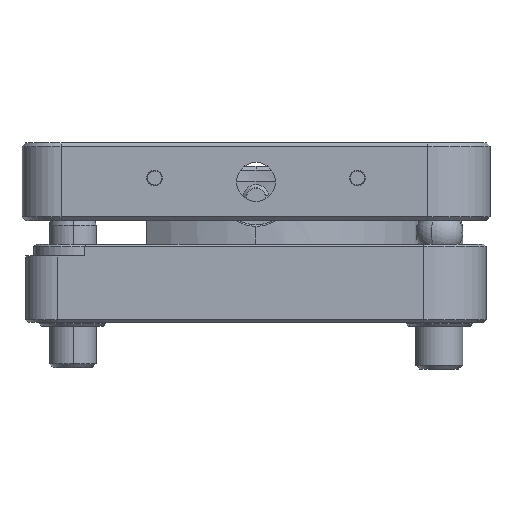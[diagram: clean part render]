
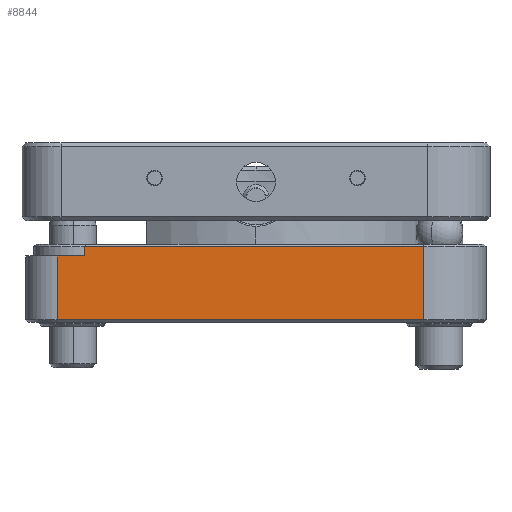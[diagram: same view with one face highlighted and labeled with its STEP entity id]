
A CAD part, front view. The second image highlights one B-rep face of the part: STEP entity #8844.
In plain terms, the highlighted planar face has unit normal (0, -1, 0).
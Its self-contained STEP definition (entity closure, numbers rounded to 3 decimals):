
#300 = DIRECTION ( 'NONE',  ( 1., 0., 0. ) ) ;
#391 = VERTEX_POINT ( 'NONE', #9084 ) ;
#466 = DIRECTION ( 'NONE',  ( -1., 0., 0. ) ) ;
#1148 = DIRECTION ( 'NONE',  ( 0., 1., 0. ) ) ;
#1174 = VECTOR ( 'NONE', #9615, 1000. ) ;
#1233 = VECTOR ( 'NONE', #466, 1000. ) ;
#1266 = DIRECTION ( 'NONE',  ( -1., 0., 0. ) ) ;
#1759 = LINE ( 'NONE', #13224, #1174 ) ;
#1794 = LINE ( 'NONE', #9382, #7073 ) ;
#1852 = ORIENTED_EDGE ( 'NONE', *, *, #14715, .T. ) ;
#2412 = LINE ( 'NONE', #3094, #4880 ) ;
#2422 = CARTESIAN_POINT ( 'NONE',  ( -29.5, -29.5, -19. ) ) ;
#3094 = CARTESIAN_POINT ( 'NONE',  ( -22., -29.5, -20.5 ) ) ;
#3136 = VERTEX_POINT ( 'NONE', #7521 ) ;
#3591 = EDGE_LOOP ( 'NONE', ( #12198, #5971, #9158, #4897, #9833, #1852 ) ) ;
#4248 = VERTEX_POINT ( 'NONE', #13802 ) ;
#4731 = FACE_OUTER_BOUND ( 'NONE', #3591, .T. ) ;
#4880 = VECTOR ( 'NONE', #13735, 1000. ) ;
#4897 = ORIENTED_EDGE ( 'NONE', *, *, #11091, .T. ) ;
#5319 = AXIS2_PLACEMENT_3D ( 'NONE', #2422, #1148, #9626 ) ;
#5877 = PLANE ( 'NONE',  #5319 ) ;
#5971 = ORIENTED_EDGE ( 'NONE', *, *, #11603, .T. ) ;
#6848 = VERTEX_POINT ( 'NONE', #10170 ) ;
#7073 = VECTOR ( 'NONE', #1266, 1000. ) ;
#7521 = CARTESIAN_POINT ( 'NONE',  ( -22., -29.5, -19.3 ) ) ;
#7780 = EDGE_CURVE ( 'NONE', #391, #10053, #12826, .T. ) ;
#8844 = ADVANCED_FACE ( 'NONE', ( #4731 ), #5877, .F. ) ;
#9084 = CARTESIAN_POINT ( 'NONE',  ( -25.5, -29.5, -20.5 ) ) ;
#9158 = ORIENTED_EDGE ( 'NONE', *, *, #9948, .F. ) ;
#9382 = CARTESIAN_POINT ( 'NONE',  ( -22., -29.5, -19.3 ) ) ;
#9615 = DIRECTION ( 'NONE',  ( 0., 0., 1. ) ) ;
#9626 = DIRECTION ( 'NONE',  ( -1., 0., 0. ) ) ;
#9702 = CARTESIAN_POINT ( 'NONE',  ( -25.5, -29.5, -19. ) ) ;
#9780 = VECTOR ( 'NONE', #13461, 1000. ) ;
#9833 = ORIENTED_EDGE ( 'NONE', *, *, #7780, .T. ) ;
#9948 = EDGE_CURVE ( 'NONE', #6848, #3136, #2412, .T. ) ;
#10053 = VERTEX_POINT ( 'NONE', #14051 ) ;
#10170 = CARTESIAN_POINT ( 'NONE',  ( -22., -29.5, -20.5 ) ) ;
#10911 = LINE ( 'NONE', #11316, #1233 ) ;
#11091 = EDGE_CURVE ( 'NONE', #6848, #391, #10911, .T. ) ;
#11316 = CARTESIAN_POINT ( 'NONE',  ( 0., -29.5, -20.5 ) ) ;
#11603 = EDGE_CURVE ( 'NONE', #11624, #3136, #1794, .T. ) ;
#11624 = VERTEX_POINT ( 'NONE', #12191 ) ;
#12191 = CARTESIAN_POINT ( 'NONE',  ( 21.5, -29.5, -19.3 ) ) ;
#12198 = ORIENTED_EDGE ( 'NONE', *, *, #12673, .T. ) ;
#12530 = LINE ( 'NONE', #14817, #14054 ) ;
#12673 = EDGE_CURVE ( 'NONE', #4248, #11624, #1759, .T. ) ;
#12826 = LINE ( 'NONE', #9702, #9780 ) ;
#13224 = CARTESIAN_POINT ( 'NONE',  ( 21.5, -29.5, -19. ) ) ;
#13461 = DIRECTION ( 'NONE',  ( 0., 0., -1. ) ) ;
#13735 = DIRECTION ( 'NONE',  ( 0., 0., 1. ) ) ;
#13802 = CARTESIAN_POINT ( 'NONE',  ( 21.5, -29.5, -28.7 ) ) ;
#14051 = CARTESIAN_POINT ( 'NONE',  ( -25.5, -29.5, -28.7 ) ) ;
#14054 = VECTOR ( 'NONE', #300, 1000. ) ;
#14715 = EDGE_CURVE ( 'NONE', #10053, #4248, #12530, .T. ) ;
#14817 = CARTESIAN_POINT ( 'NONE',  ( -29.5, -29.5, -28.7 ) ) ;
